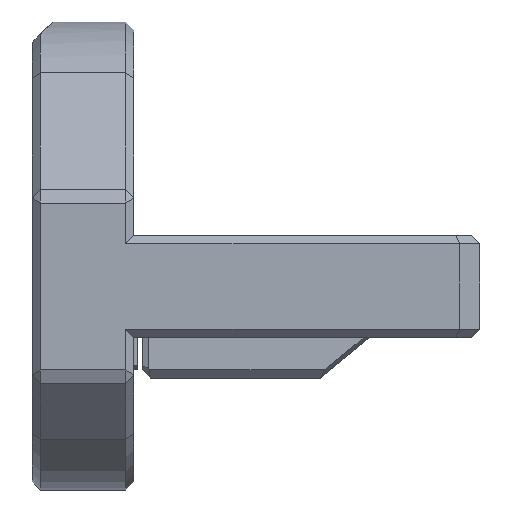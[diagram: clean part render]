
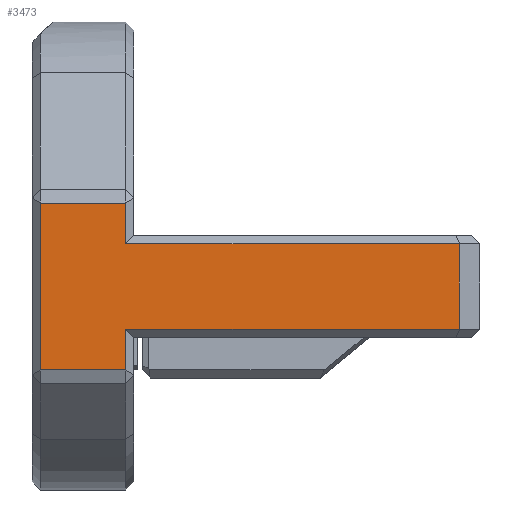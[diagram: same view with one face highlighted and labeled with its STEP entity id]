
A CAD part, front view. The second image highlights one B-rep face of the part: STEP entity #3473.
In plain terms, the highlighted planar face has unit normal (0, -1, 0).
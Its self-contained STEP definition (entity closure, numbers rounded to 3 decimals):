
#372=FACE_OUTER_BOUND('',#588,.T.);
#588=EDGE_LOOP('',(#3133,#3134,#3135,#3136,#3137,#3138,#3139,#3140));
#900=LINE('',#5474,#1298);
#914=LINE('',#5505,#1312);
#920=LINE('',#5518,#1318);
#931=LINE('',#5542,#1329);
#933=LINE('',#5545,#1331);
#936=LINE('',#5553,#1334);
#938=LINE('',#5557,#1336);
#963=LINE('',#5752,#1361);
#1298=VECTOR('',#4393,2.);
#1312=VECTOR('',#4425,8.2);
#1318=VECTOR('',#4437,2.);
#1329=VECTOR('',#4468,4.2);
#1331=VECTOR('',#4472,16.4);
#1334=VECTOR('',#4483,4.2);
#1336=VECTOR('',#4487,16.4);
#1361=VECTOR('',#4556,4.2);
#1646=VERTEX_POINT('',#5450);
#1652=VERTEX_POINT('',#5473);
#1654=VERTEX_POINT('',#5481);
#1656=VERTEX_POINT('',#5487);
#1658=VERTEX_POINT('',#5492);
#1662=VERTEX_POINT('',#5511);
#1664=VERTEX_POINT('',#5517);
#1669=VERTEX_POINT('',#5556);
#2064=EDGE_CURVE('',#1652,#1646,#900,.T.);
#2080=EDGE_CURVE('',#1654,#1658,#914,.T.);
#2086=EDGE_CURVE('',#1662,#1664,#920,.T.);
#2099=EDGE_CURVE('',#1658,#1662,#931,.T.);
#2101=EDGE_CURVE('',#1664,#1656,#933,.T.);
#2105=EDGE_CURVE('',#1646,#1654,#936,.T.);
#2107=EDGE_CURVE('',#1669,#1652,#938,.T.);
#2140=EDGE_CURVE('',#1656,#1669,#963,.T.);
#3133=ORIENTED_EDGE('',*,*,#2107,.F.);
#3134=ORIENTED_EDGE('',*,*,#2140,.F.);
#3135=ORIENTED_EDGE('',*,*,#2101,.F.);
#3136=ORIENTED_EDGE('',*,*,#2086,.F.);
#3137=ORIENTED_EDGE('',*,*,#2099,.F.);
#3138=ORIENTED_EDGE('',*,*,#2080,.F.);
#3139=ORIENTED_EDGE('',*,*,#2105,.F.);
#3140=ORIENTED_EDGE('',*,*,#2064,.F.);
#3283=PLANE('',#3740);
#3473=ADVANCED_FACE('',(#372),#3283,.F.);
#3740=AXIS2_PLACEMENT_3D('',#5818,#4644,#4645);
#4393=DIRECTION('',(0.,0.,-1.));
#4425=DIRECTION('',(0.,0.,1.));
#4437=DIRECTION('',(0.,0.,-1.));
#4468=DIRECTION('',(1.,0.,0.));
#4472=DIRECTION('',(1.,0.,0.));
#4483=DIRECTION('',(-1.,0.,0.));
#4487=DIRECTION('',(-1.,0.,0.));
#4556=DIRECTION('',(0.,0.,-1.));
#4644=DIRECTION('center_axis',(0.,1.,0.));
#4645=DIRECTION('ref_axis',(0.,0.,1.));
#5450=CARTESIAN_POINT('',(93.175,31.7,70.4));
#5473=CARTESIAN_POINT('',(93.175,31.7,72.4));
#5474=CARTESIAN_POINT('',(93.175,31.7,72.4));
#5481=CARTESIAN_POINT('',(88.975,31.7,70.4));
#5487=CARTESIAN_POINT('',(109.575,31.7,76.6));
#5492=CARTESIAN_POINT('',(88.975,31.7,78.6));
#5505=CARTESIAN_POINT('',(88.975,31.7,70.4));
#5511=CARTESIAN_POINT('',(93.175,31.7,78.6));
#5517=CARTESIAN_POINT('',(93.175,31.7,76.6));
#5518=CARTESIAN_POINT('',(93.175,31.7,78.6));
#5542=CARTESIAN_POINT('',(88.975,31.7,78.6));
#5545=CARTESIAN_POINT('',(93.175,31.7,76.6));
#5553=CARTESIAN_POINT('',(93.175,31.7,70.4));
#5556=CARTESIAN_POINT('',(109.575,31.7,72.4));
#5557=CARTESIAN_POINT('',(109.575,31.7,72.4));
#5752=CARTESIAN_POINT('',(109.575,31.7,76.6));
#5818=CARTESIAN_POINT('Origin',(99.575,31.7,76.));
